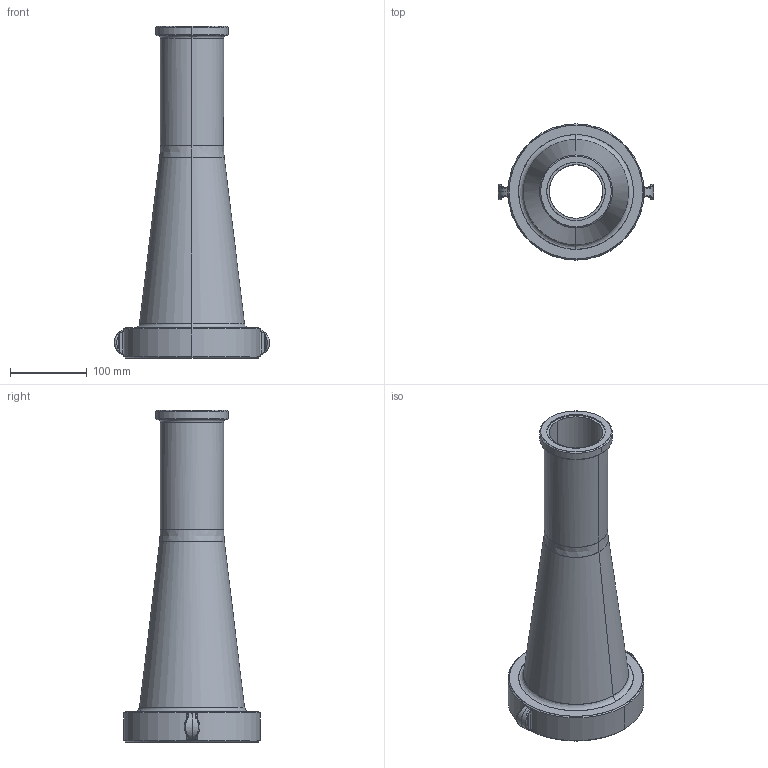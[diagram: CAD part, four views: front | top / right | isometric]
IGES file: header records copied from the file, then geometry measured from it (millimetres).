
Start section: SolidWorks IGES file using analytic representation for surfaces
Global section: file name: 66746001.IGS; native system: SolidWorks 2019; preprocessor: SolidWorks 2019; author: tmott; date: 200310.101855; units: inch
Bounding box: 202.72 x 177.8 x 433.37 mm (x, y, z)
Surface area: 329521.7 mm2 (no closed solid volume)
Topology: 0 solids, 0 shells, 109 faces, 1723 edges, 1723 vertices
Faces by surface type: bspline 64, revolution 45
